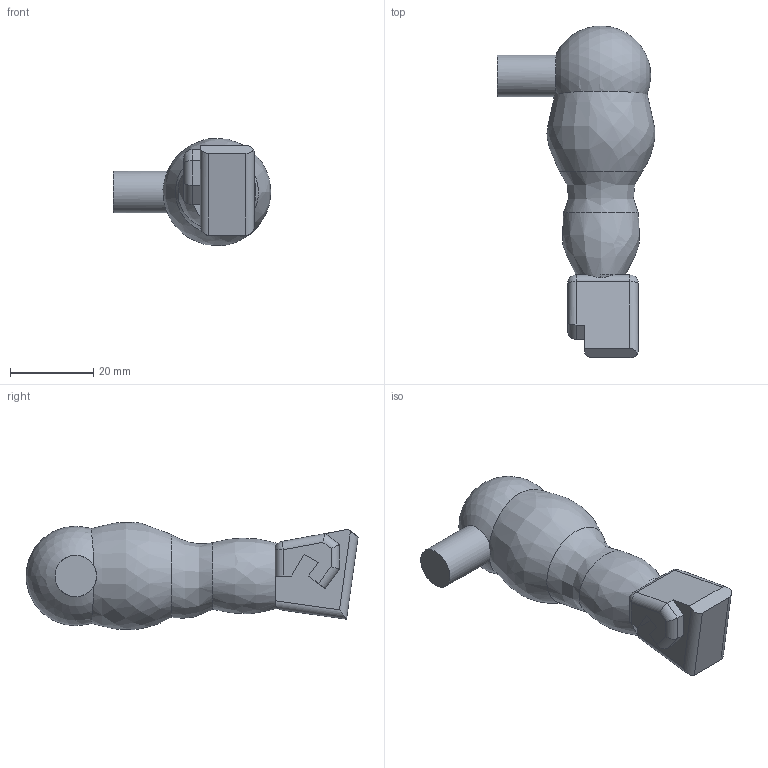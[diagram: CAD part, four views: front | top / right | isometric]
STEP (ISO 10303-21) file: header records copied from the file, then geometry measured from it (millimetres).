
FILE_DESCRIPTION(/* description */ (''),/* implementation_level */ '2;1');
FILE_NAME(/* name */ 'V-brazoIzq.stp',/* time_stamp */ '2025-02-01T23:11:25-05:00',/* author */ ('USUARIO'),/* organization */ (''),/* preprocessor_version */ 'ST-DEVELOPER v20',/* originating_system */ 'Autodesk Inventor 2024',/* authorisation */ '');
FILE_SCHEMA (('AUTOMOTIVE_DESIGN { 1 0 10303 214 3 1 1 }'));
Length unit declared in the file: millimetre
Products named in the file (1): V-brazoIzq
Bounding box: 37.99 x 79.98 x 25.84 mm (x, y, z)
Volume: 26246.3 mm3; surface area: 6205 mm2
Topology: 1 solids, 1 shells, 41 faces, 109 edges, 69 vertices
Faces by surface type: plane 19, cylinder 14, bspline 4, sphere 4
Full cylindrical faces by diameter (mm): 10 x1
Entity records: 1721 total; most frequent: CARTESIAN_POINT 655, ORIENTED_EDGE 218, DIRECTION 214, EDGE_CURVE 109, AXIS2_PLACEMENT_3D 79, VERTEX_POINT 70, LINE 56, VECTOR 56
